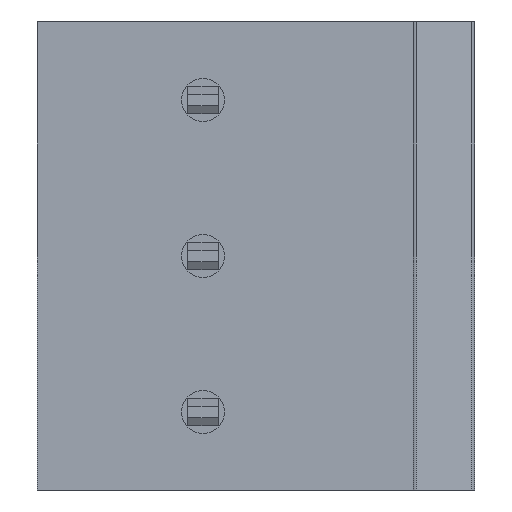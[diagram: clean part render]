
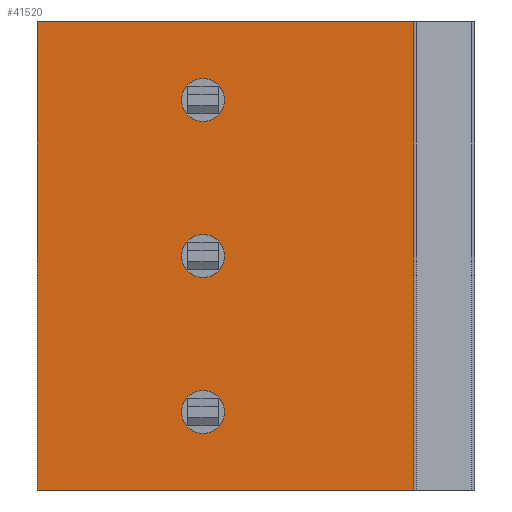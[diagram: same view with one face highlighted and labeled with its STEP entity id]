
A CAD part, front view. The second image highlights one B-rep face of the part: STEP entity #41520.
In plain terms, the highlighted planar face has unit normal (0, -1, 0).
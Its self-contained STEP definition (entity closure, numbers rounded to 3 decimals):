
#10180=CARTESIAN_POINT('',(-80.27,28.755,2.54));
#10190=VERTEX_POINT('',#10180);
#10220=CARTESIAN_POINT('',(-80.27,28.755,-5.16));
#10230=DIRECTION('',(0.,0.,1.));
#10240=VECTOR('',#10230,1.);
#10250=LINE('',#10220,#10240);
#10260=CARTESIAN_POINT('',(-80.27,28.755,-12.7));
#10270=VERTEX_POINT('',#10260);
#10280=EDGE_CURVE('',#10270,#10190,#10250,.T.);
#13880=CARTESIAN_POINT('',(-75.57,28.755,-5.08));
#13890=VERTEX_POINT('',#13880);
#13970=CARTESIAN_POINT('',(-74.17,28.755,-5.08));
#13980=VERTEX_POINT('',#13970);
#14010=CARTESIAN_POINT('',(-74.87,28.755,-5.08));
#14020=DIRECTION('',(0.,-1.,0.));
#14030=DIRECTION('',(1.,0.,0.));
#14040=AXIS2_PLACEMENT_3D('',#14010,#14020,#14030);
#14050=CIRCLE('',#14040,0.7);
#14060=EDGE_CURVE('',#13890,#13980,#14050,.T.);
#14270=CARTESIAN_POINT('',(-68.02,28.755,2.54));
#14280=VERTEX_POINT('',#14270);
#14450=CARTESIAN_POINT('',(-68.02,28.755,-12.7));
#14460=VERTEX_POINT('',#14450);
#14490=CARTESIAN_POINT('',(-68.02,28.755,-5.16));
#14500=DIRECTION('',(0.,0.,-1.));
#14510=VECTOR('',#14500,1.);
#14520=LINE('',#14490,#14510);
#14530=EDGE_CURVE('',#14280,#14460,#14520,.T.);
#35720=CARTESIAN_POINT('',(-75.57,28.755,-10.16));
#35730=VERTEX_POINT('',#35720);
#35910=CARTESIAN_POINT('',(-74.17,28.755,-10.16));
#35920=VERTEX_POINT('',#35910);
#35950=CARTESIAN_POINT('',(-74.87,28.755,-10.16));
#35960=DIRECTION('',(0.,-1.,0.));
#35970=DIRECTION('',(1.,0.,0.));
#35980=AXIS2_PLACEMENT_3D('',#35950,#35960,#35970);
#35990=CIRCLE('',#35980,0.7);
#36000=EDGE_CURVE('',#35730,#35920,#35990,.T.);
#41060=CARTESIAN_POINT('',(-80.27,28.755,-5.08));
#41070=DIRECTION('',(-0.,-1.,-0.));
#41080=DIRECTION('',(-1.,0.,0.));
#41090=AXIS2_PLACEMENT_3D('',#41060,#41070,#41080);
#41100=PLANE('',#41090);
#41110=CARTESIAN_POINT('',(-127.966,28.755,2.54));
#41120=DIRECTION('',(1.,0.,0.));
#41130=VECTOR('',#41120,1.);
#41140=LINE('',#41110,#41130);
#41150=EDGE_CURVE('',#10190,#14280,#41140,.T.);
#41160=ORIENTED_EDGE('',*,*,#41150,.F.);
#41170=ORIENTED_EDGE('',*,*,#14530,.F.);
#41180=CARTESIAN_POINT('',(-127.966,28.755,-12.7));
#41190=DIRECTION('',(1.,0.,0.));
#41200=VECTOR('',#41190,1.);
#41210=LINE('',#41180,#41200);
#41220=EDGE_CURVE('',#10270,#14460,#41210,.T.);
#41230=ORIENTED_EDGE('',*,*,#41220,.T.);
#41240=ORIENTED_EDGE('',*,*,#10280,.F.);
#41250=EDGE_LOOP('',(#41240,#41230,#41170,#41160));
#41260=FACE_OUTER_BOUND('',#41250,.T.);
#41270=CARTESIAN_POINT('',(-74.87,28.755,0.));
#41280=DIRECTION('',(0.,-1.,0.));
#41290=DIRECTION('',(1.,0.,0.));
#41300=AXIS2_PLACEMENT_3D('',#41270,#41280,#41290);
#41310=CIRCLE('',#41300,0.7);
#41320=CARTESIAN_POINT('',(-74.17,28.755,0.));
#41330=VERTEX_POINT('',#41320);
#41340=CARTESIAN_POINT('',(-75.57,28.755,
0.));
#41350=VERTEX_POINT('',#41340);
#41360=EDGE_CURVE('',#41330,#41350,#41310,.T.);
#41370=ORIENTED_EDGE('',*,*,#41360,.F.);
#41380=EDGE_CURVE('',#41350,#41330,#41310,.T.);
#41390=ORIENTED_EDGE('',*,*,#41380,.F.);
#41400=EDGE_LOOP('',(#41390,#41370));
#41410=FACE_BOUND('',#41400,.T.);
#41420=EDGE_CURVE('',#13980,#13890,#14050,.T.);
#41430=ORIENTED_EDGE('',*,*,#41420,.F.);
#41440=ORIENTED_EDGE('',*,*,#14060,.F.);
#41450=EDGE_LOOP('',(#41440,#41430));
#41460=FACE_BOUND('',#41450,.T.);
#41470=EDGE_CURVE('',#35920,#35730,#35990,.T.);
#41480=ORIENTED_EDGE('',*,*,#41470,.F.);
#41490=ORIENTED_EDGE('',*,*,#36000,.F.);
#41500=EDGE_LOOP('',(#41490,#41480));
#41510=FACE_BOUND('',#41500,.T.);
#41520=ADVANCED_FACE('',(#41260,#41410,#41460,#41510),#41100,.T.);
